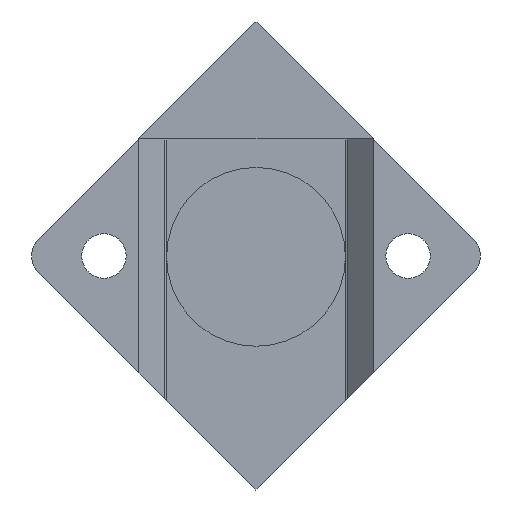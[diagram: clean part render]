
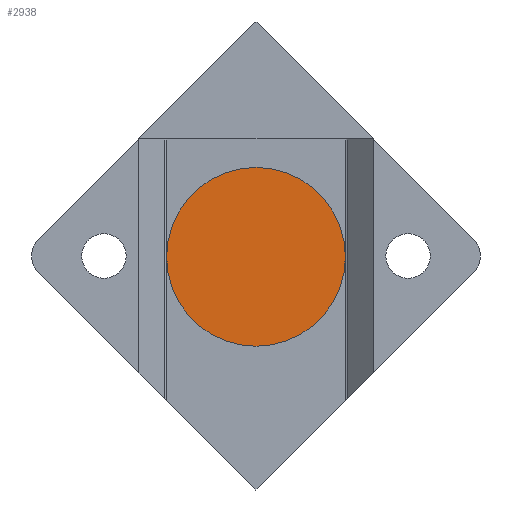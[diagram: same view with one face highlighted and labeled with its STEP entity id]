
A CAD part, front view. The second image highlights one B-rep face of the part: STEP entity #2938.
In plain terms, the highlighted planar face has unit normal (0, -1, 0).
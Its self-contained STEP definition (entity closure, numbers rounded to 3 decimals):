
#2774 = CYLINDRICAL_SURFACE('',#2775,7.64);
#2775 = AXIS2_PLACEMENT_3D('',#2776,#2777,#2778);
#2776 = CARTESIAN_POINT('',(0.,58.96,31.93));
#2777 = DIRECTION('',(0.,-1.,0.));
#2778 = DIRECTION('',(-1.,0.,0.));
#2805 = CYLINDRICAL_SURFACE('',#2806,7.64);
#2806 = AXIS2_PLACEMENT_3D('',#2807,#2808,#2809);
#2807 = CARTESIAN_POINT('',(0.,58.96,31.93)
  );
#2808 = DIRECTION('',(0.,-1.,0.));
#2809 = DIRECTION('',(1.,0.,0.));
#2822 = VERTEX_POINT('',#2823);
#2823 = CARTESIAN_POINT('',(0.,61.41,39.57));
#2844 = EDGE_CURVE('',#2822,#2845,#2847,.T.);
#2845 = VERTEX_POINT('',#2846);
#2846 = CARTESIAN_POINT('',(0.,61.41,24.29));
#2847 = SURFACE_CURVE('',#2848,(#2853,#2860),.PCURVE_S1.);
#2848 = CIRCLE('',#2849,7.64);
#2849 = AXIS2_PLACEMENT_3D('',#2850,#2851,#2852);
#2850 = CARTESIAN_POINT('',(0.,61.41,31.93)
  );
#2851 = DIRECTION('',(0.,-1.,0.));
#2852 = DIRECTION('',(1.,0.,0.));
#2853 = PCURVE('',#2805,#2854);
#2854 = DEFINITIONAL_REPRESENTATION('',(#2855),#2859);
#2855 = LINE('',#2856,#2857);
#2856 = CARTESIAN_POINT('',(0.,-2.45));
#2857 = VECTOR('',#2858,1.);
#2858 = DIRECTION('',(1.,0.));
#2859 = ( GEOMETRIC_REPRESENTATION_CONTEXT(2) 
PARAMETRIC_REPRESENTATION_CONTEXT() REPRESENTATION_CONTEXT('2D SPACE',''
  ) );
#2860 = PCURVE('',#2861,#2866);
#2861 = PLANE('',#2862);
#2862 = AXIS2_PLACEMENT_3D('',#2863,#2864,#2865);
#2863 = CARTESIAN_POINT('',(0.,61.41,31.93)
  );
#2864 = DIRECTION('',(0.,1.,0.));
#2865 = DIRECTION('',(0.,0.,1.));
#2866 = DEFINITIONAL_REPRESENTATION('',(#2867),#2875);
#2867 = ( BOUNDED_CURVE() B_SPLINE_CURVE(2,(#2868,#2869,#2870,#2871,
#2872,#2873,#2874),.UNSPECIFIED.,.F.,.F.) B_SPLINE_CURVE_WITH_KNOTS((1,2
    ,2,2,2,1),(-2.094,0.,2.094,4.189,
6.283,8.378),.UNSPECIFIED.) CURVE() 
GEOMETRIC_REPRESENTATION_ITEM() RATIONAL_B_SPLINE_CURVE((1.,0.5,1.,0.5,
1.,0.5,1.)) REPRESENTATION_ITEM('') );
#2868 = CARTESIAN_POINT('',(0.,7.64));
#2869 = CARTESIAN_POINT('',(13.233,7.64));
#2870 = CARTESIAN_POINT('',(6.616,-3.82));
#2871 = CARTESIAN_POINT('',(0.,-15.28));
#2872 = CARTESIAN_POINT('',(-6.616,-3.82));
#2873 = CARTESIAN_POINT('',(-13.233,7.64));
#2874 = CARTESIAN_POINT('',(0.,7.64));
#2875 = ( GEOMETRIC_REPRESENTATION_CONTEXT(2) 
PARAMETRIC_REPRESENTATION_CONTEXT() REPRESENTATION_CONTEXT('2D SPACE',''
  ) );
#2903 = EDGE_CURVE('',#2822,#2845,#2904,.T.);
#2904 = SURFACE_CURVE('',#2905,(#2910,#2917),.PCURVE_S1.);
#2905 = CIRCLE('',#2906,7.64);
#2906 = AXIS2_PLACEMENT_3D('',#2907,#2908,#2909);
#2907 = CARTESIAN_POINT('',(0.,61.41,31.93));
#2908 = DIRECTION('',(0.,1.,0.));
#2909 = DIRECTION('',(-1.,0.,0.));
#2910 = PCURVE('',#2774,#2911);
#2911 = DEFINITIONAL_REPRESENTATION('',(#2912),#2916);
#2912 = LINE('',#2913,#2914);
#2913 = CARTESIAN_POINT('',(0.,-2.45));
#2914 = VECTOR('',#2915,1.);
#2915 = DIRECTION('',(-1.,0.));
#2916 = ( GEOMETRIC_REPRESENTATION_CONTEXT(2) 
PARAMETRIC_REPRESENTATION_CONTEXT() REPRESENTATION_CONTEXT('2D SPACE',''
  ) );
#2917 = PCURVE('',#2861,#2918);
#2918 = DEFINITIONAL_REPRESENTATION('',(#2919),#2923);
#2919 = CIRCLE('',#2920,7.64);
#2920 = AXIS2_PLACEMENT_2D('',#2921,#2922);
#2921 = CARTESIAN_POINT('',(0.,0.));
#2922 = DIRECTION('',(0.,-1.));
#2923 = ( GEOMETRIC_REPRESENTATION_CONTEXT(2) 
PARAMETRIC_REPRESENTATION_CONTEXT() REPRESENTATION_CONTEXT('2D SPACE',''
  ) );
#2938 = ADVANCED_FACE('',(#2939),#2861,.F.);
#2939 = FACE_BOUND('',#2940,.T.);
#2940 = EDGE_LOOP('',(#2941,#2942));
#2941 = ORIENTED_EDGE('',*,*,#2844,.T.);
#2942 = ORIENTED_EDGE('',*,*,#2903,.F.);
